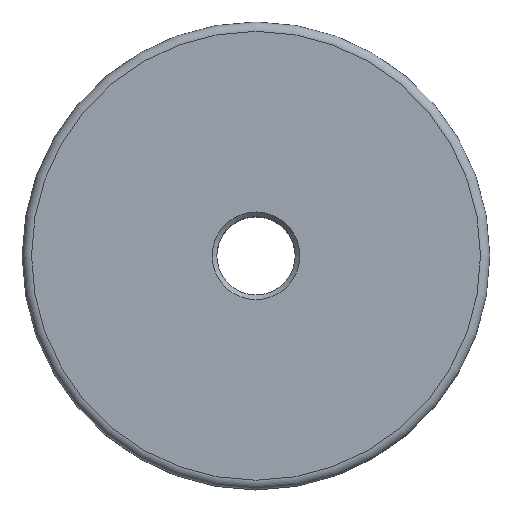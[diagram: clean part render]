
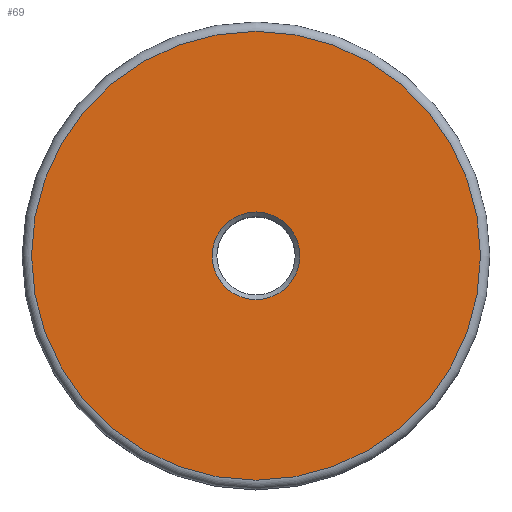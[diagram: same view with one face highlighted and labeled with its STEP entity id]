
A CAD part, top view. The second image highlights one B-rep face of the part: STEP entity #69.
In plain terms, the highlighted planar face has unit normal (0, 0, 1).
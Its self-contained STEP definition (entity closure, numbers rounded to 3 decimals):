
#69 = ADVANCED_FACE( '', ( #148, #149 ), #150, .F. );
#148 = FACE_OUTER_BOUND( '', #223, .T. );
#149 = FACE_BOUND( '', #224, .T. );
#150 = PLANE( '', #225 );
#223 = EDGE_LOOP( '', ( #320 ) );
#224 = EDGE_LOOP( '', ( #321 ) );
#225 = AXIS2_PLACEMENT_3D( '', #322, #323, #324 );
#320 = ORIENTED_EDGE( '', *, *, #353, .T. );
#321 = ORIENTED_EDGE( '', *, *, #350, .T. );
#322 = CARTESIAN_POINT( '', ( 25., 0., 27. ) );
#323 = DIRECTION( '', ( 0., 0., -1. ) );
#324 = DIRECTION( '', ( -1., 0., 0. ) );
#350 = EDGE_CURVE( '', #392, #392, #393, .T. );
#353 = EDGE_CURVE( '', #397, #397, #398, .F. );
#392 = VERTEX_POINT( '', #443 );
#393 = CIRCLE( '', #444, 4.688 );
#397 = VERTEX_POINT( '', #448 );
#398 = CIRCLE( '', #449, 24. );
#443 = CARTESIAN_POINT( '', ( -4.688, 0., 27. ) );
#444 = AXIS2_PLACEMENT_3D( '', #497, #498, #499 );
#448 = CARTESIAN_POINT( '', ( -24., 0., 27. ) );
#449 = AXIS2_PLACEMENT_3D( '', #503, #504, #505 );
#497 = CARTESIAN_POINT( '', ( 0., 0., 27. ) );
#498 = DIRECTION( '', ( 0., 0., -1. ) );
#499 = DIRECTION( '', ( -1., 0., 0. ) );
#503 = CARTESIAN_POINT( '', ( 0., 0., 27. ) );
#504 = DIRECTION( '', ( 0., 0., -1. ) );
#505 = DIRECTION( '', ( -1., 0., 0. ) );
